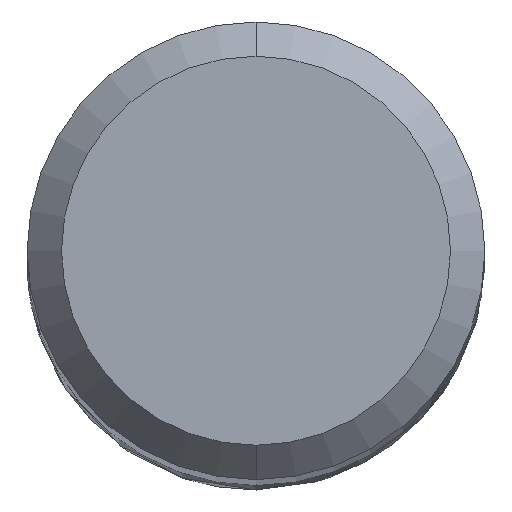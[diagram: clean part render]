
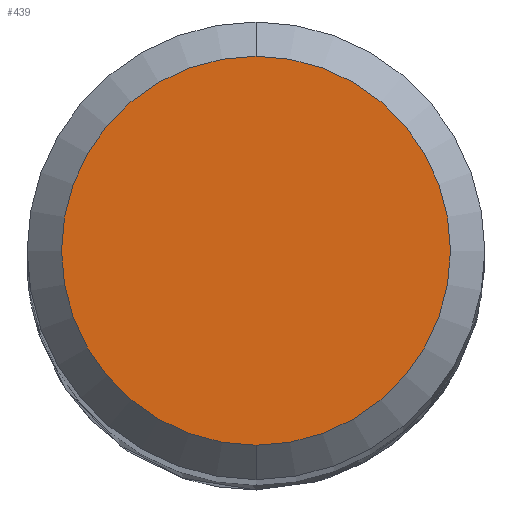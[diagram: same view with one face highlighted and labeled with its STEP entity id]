
A CAD part, top view. The second image highlights one B-rep face of the part: STEP entity #439.
In plain terms, the highlighted planar face has unit normal (0, 0, 1).
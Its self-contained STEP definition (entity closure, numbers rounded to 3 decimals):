
#287=EDGE_CURVE('',#639,#333,#784,.T.);
#333=VERTEX_POINT('',#834);
#439=ADVANCED_FACE('',(#955),#956,.T.);
#601=EDGE_CURVE('',#333,#639,#1130,.T.);
#639=VERTEX_POINT('',#1171);
#784=CIRCLE('',#1326,1.7);
#834=CARTESIAN_POINT('',(0.,-1.7,0.0));
#955=FACE_OUTER_BOUND('',#2473,.T.);
#956=PLANE('',#2474);
#1130=CIRCLE('',#3346,1.7);
#1171=CARTESIAN_POINT('',(0.0,1.7,0.0));
#1326=AXIS2_PLACEMENT_3D('',#4115,#4116,#4117);
#2473=EDGE_LOOP('',(#4318,#4319));
#2474=AXIS2_PLACEMENT_3D('',#4320,#4321,#4322);
#3346=AXIS2_PLACEMENT_3D('',#4502,#4503,#4504);
#4115=CARTESIAN_POINT('',(0.0,0.0,0.0));
#4116=DIRECTION('',(0.0,0.0,-1.0));
#4117=DIRECTION('',(0.0,1.0,0.0));
#4318=ORIENTED_EDGE('',*,*,#287,.F.);
#4319=ORIENTED_EDGE('',*,*,#601,.F.);
#4320=CARTESIAN_POINT('',(0.0,0.85,0.0));
#4321=DIRECTION('',(-0.0,0.0,1.0));
#4322=DIRECTION('',(0.0,-1.0,0.0));
#4502=CARTESIAN_POINT('',(0.0,0.0,0.0));
#4503=DIRECTION('',(0.0,0.0,-1.0));
#4504=DIRECTION('',(0.0,1.0,0.0));
